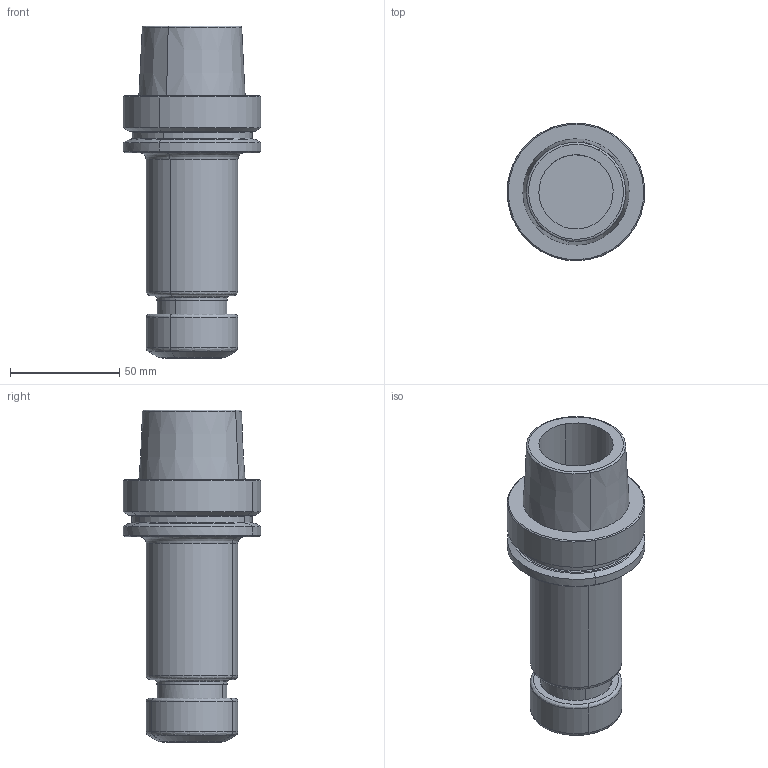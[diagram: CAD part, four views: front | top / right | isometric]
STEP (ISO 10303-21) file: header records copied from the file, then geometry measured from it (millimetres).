
FILE_DESCRIPTION(('CATIA V5 STEP','CAx-IF Rec.Pracs.--- Model Styling and Organization---1.2---2011-12-15'),'2;1');
FILE_NAME('4561149L.stp','2021-10-20T12:35:40+00:00',('none'),('none'),'CATIA Version 5 Release 21 SP 5 (IN-10)','CATIA V5 STEP AP214','none');
FILE_SCHEMA(('AUTOMOTIVE_DESIGN { 1 0 10303 214 1 1 1 1 }'));
Length unit declared in the file: millimetre
Products named in the file (1): HSK A63 ER25X120
Bounding box: 62.98 x 62.99 x 152 mm (x, y, z)
Volume: 202816.9 mm3; surface area: 36705.3 mm2
Topology: 1 solids, 1 shells, 98 faces, 206 edges, 119 vertices
Faces by surface type: cone 32, cylinder 31, revolution 23, plane 12
Entity records: 2841 total; most frequent: CARTESIAN_POINT 956, ORIENTED_EDGE 408, DIRECTION 280, EDGE_CURVE 204, AXIS2_PLACEMENT_3D 157, VERTEX_POINT 119, CIRCLE 118, EDGE_LOOP 109
